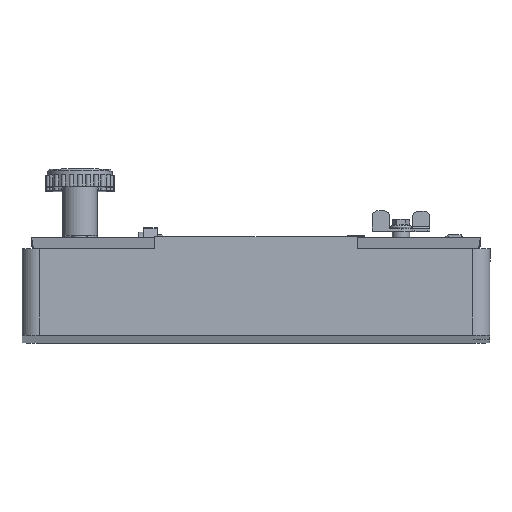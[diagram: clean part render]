
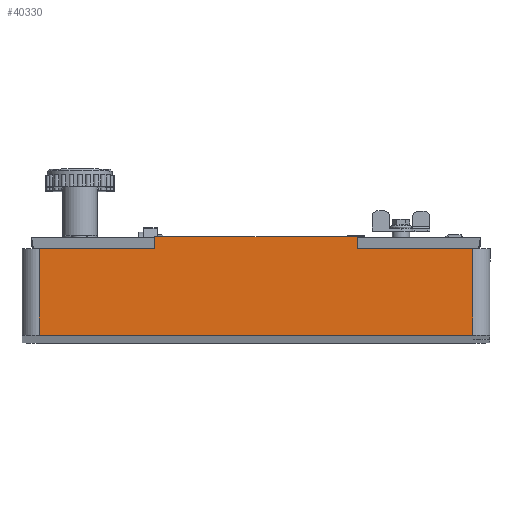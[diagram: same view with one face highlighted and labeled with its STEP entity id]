
A CAD part, left-side view. The second image highlights one B-rep face of the part: STEP entity #40330.
In plain terms, the highlighted planar face has unit normal (-1, 0, 0.028).
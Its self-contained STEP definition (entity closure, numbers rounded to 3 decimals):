
#4107=LINE('',#66353,#8413);
#4334=LINE('',#67360,#8640);
#4338=LINE('',#67370,#8644);
#4355=LINE('',#67409,#8661);
#4376=LINE('',#67461,#8682);
#4421=LINE('',#67561,#8727);
#4435=LINE('',#67592,#8741);
#4469=LINE('',#67688,#8775);
#8413=VECTOR('',#53428,17.5);
#8640=VECTOR('',#54489,1.);
#8644=VECTOR('',#54497,10.);
#8661=VECTOR('',#54532,1.);
#8682=VECTOR('',#54585,37.5);
#8727=VECTOR('',#54670,10.);
#8741=VECTOR('',#54704,7.5);
#8775=VECTOR('',#54846,7.5);
#10209=PLANE('',#43737);
#12514=FACE_OUTER_BOUND('',#14793,.T.);
#14793=EDGE_LOOP('',(#36896,#36897,#36898,#36899,#36900,#36901,#36902,#36903));
#19558=VERTEX_POINT('',#66350);
#19559=VERTEX_POINT('',#66352);
#19776=VERTEX_POINT('',#67358);
#19780=VERTEX_POINT('',#67368);
#19793=VERTEX_POINT('',#67408);
#19807=VERTEX_POINT('',#67458);
#19808=VERTEX_POINT('',#67460);
#19841=VERTEX_POINT('',#67554);
#24949=EDGE_CURVE('',#19559,#19558,#4107,.T.);
#25386=EDGE_CURVE('',#19558,#19776,#4334,.T.);
#25391=EDGE_CURVE('',#19776,#19780,#4338,.T.);
#25410=EDGE_CURVE('',#19793,#19559,#4355,.T.);
#25435=EDGE_CURVE('',#19807,#19808,#4376,.T.);
#25486=EDGE_CURVE('',#19841,#19793,#4421,.T.);
#25502=EDGE_CURVE('',#19807,#19841,#4435,.T.);
#25544=EDGE_CURVE('',#19808,#19780,#4469,.T.);
#36896=ORIENTED_EDGE('',*,*,#25391,.T.);
#36897=ORIENTED_EDGE('',*,*,#25544,.F.);
#36898=ORIENTED_EDGE('',*,*,#25435,.F.);
#36899=ORIENTED_EDGE('',*,*,#25502,.T.);
#36900=ORIENTED_EDGE('',*,*,#25486,.T.);
#36901=ORIENTED_EDGE('',*,*,#25410,.T.);
#36902=ORIENTED_EDGE('',*,*,#24949,.T.);
#36903=ORIENTED_EDGE('',*,*,#25386,.T.);
#40330=ADVANCED_FACE('',(#12514),#10209,.T.);
#43737=AXIS2_PLACEMENT_3D('',#67687,#54844,#54845);
#53428=DIRECTION('',(0.,1.,0.));
#54489=DIRECTION('',(-0.028,0.,-1.));
#54497=DIRECTION('',(0.,1.,0.));
#54532=DIRECTION('',(0.028,0.,1.));
#54585=DIRECTION('',(0.,1.,0.));
#54670=DIRECTION('',(0.,1.,0.));
#54704=DIRECTION('',(0.028,0.,1.));
#54844=DIRECTION('center_axis',(-1.,0.,
0.028));
#54845=DIRECTION('ref_axis',(0.028,0.,1.));
#54846=DIRECTION('',(0.028,0.,1.));
#66350=CARTESIAN_POINT('',(-21.949,7.297,53.719));
#66352=CARTESIAN_POINT('',(-21.949,-10.203,53.719));
#66353=CARTESIAN_POINT('',(-21.949,-20.203,53.719));
#67358=CARTESIAN_POINT('',(-21.977,7.297,52.719));
#67360=CARTESIAN_POINT('',(-22.075,7.297,49.21));
#67368=CARTESIAN_POINT('',(-21.977,17.297,52.719));
#67370=CARTESIAN_POINT('',(-21.977,-0.703,52.719));
#67408=CARTESIAN_POINT('',(-21.977,-10.203,52.719));
#67409=CARTESIAN_POINT('',(-22.075,-10.203,49.21));
#67458=CARTESIAN_POINT('',(-22.186,-20.203,45.222));
#67460=CARTESIAN_POINT('',(-22.186,17.297,45.222));
#67461=CARTESIAN_POINT('',(-22.186,-20.203,45.222));
#67554=CARTESIAN_POINT('',(-21.977,-20.203,52.719));
#67561=CARTESIAN_POINT('',(-21.977,-20.953,52.719));
#67592=CARTESIAN_POINT('',(-22.186,-20.203,45.222));
#67687=CARTESIAN_POINT('Origin',(-22.186,-20.203,45.222));
#67688=CARTESIAN_POINT('',(-22.186,17.297,45.222));
